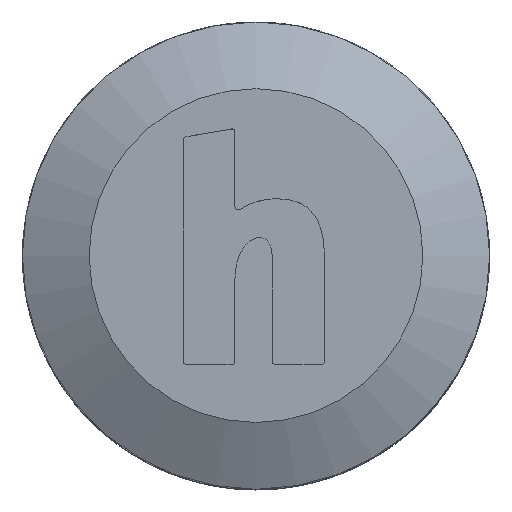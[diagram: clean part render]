
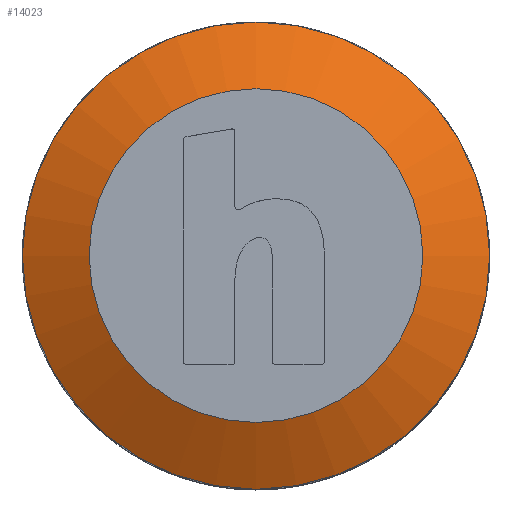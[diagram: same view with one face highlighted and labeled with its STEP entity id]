
A CAD part, top view. The second image highlights one B-rep face of the part: STEP entity #14023.
In plain terms, the highlighted conical face has half-angle 63.435 degrees and reference radius 6 mm.
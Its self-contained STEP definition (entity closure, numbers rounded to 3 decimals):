
#879=CONICAL_SURFACE('',#15195,6.,1.107);
#3205=FACE_OUTER_BOUND('',#4352,.T.);
#4352=EDGE_LOOP('',(#9277,#9278,#9279,#9280));
#5498=LINE('',#16934,#5541);
#5541=VECTOR('',#15629,6.);
#5567=CIRCLE('',#15196,5.);
#5568=CIRCLE('',#15197,7.);
#5706=VERTEX_POINT('',#16931);
#5707=VERTEX_POINT('',#16933);
#6911=EDGE_CURVE('',#5706,#5706,#5567,.T.);
#6912=EDGE_CURVE('',#5706,#5707,#5498,.T.);
#6913=EDGE_CURVE('',#5707,#5707,#5568,.T.);
#9277=ORIENTED_EDGE('',*,*,#6911,.T.);
#9278=ORIENTED_EDGE('',*,*,#6912,.T.);
#9279=ORIENTED_EDGE('',*,*,#6913,.T.);
#9280=ORIENTED_EDGE('',*,*,#6912,.F.);
#14023=ADVANCED_FACE('',(#3205),#879,.T.);
#15195=AXIS2_PLACEMENT_3D('',#16930,#15625,#15626);
#15196=AXIS2_PLACEMENT_3D('',#16932,#15627,#15628);
#15197=AXIS2_PLACEMENT_3D('',#16935,#15630,#15631);
#15625=DIRECTION('center_axis',(0.,0.,-1.));
#15626=DIRECTION('ref_axis',(1.,0.,0.));
#15627=DIRECTION('center_axis',(0.,0.,-1.));
#15628=DIRECTION('ref_axis',(1.,0.,0.));
#15629=DIRECTION('',(-0.894,0.,-0.447));
#15630=DIRECTION('center_axis',(0.,0.,1.));
#15631=DIRECTION('ref_axis',(1.,0.,0.));
#16930=CARTESIAN_POINT('Origin',(0.,0.,
15.5));
#16931=CARTESIAN_POINT('',(-5.,0.,16.));
#16932=CARTESIAN_POINT('Origin',(0.,0.,
16.));
#16933=CARTESIAN_POINT('',(-7.,0.,15.));
#16934=CARTESIAN_POINT('',(-6.,0.,15.5));
#16935=CARTESIAN_POINT('Origin',(0.,0.,
15.));
